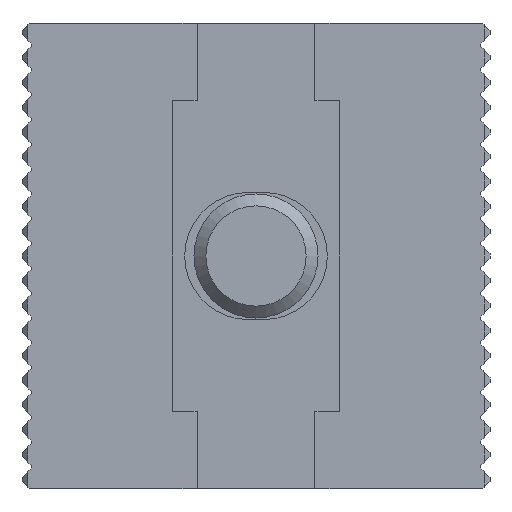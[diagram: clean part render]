
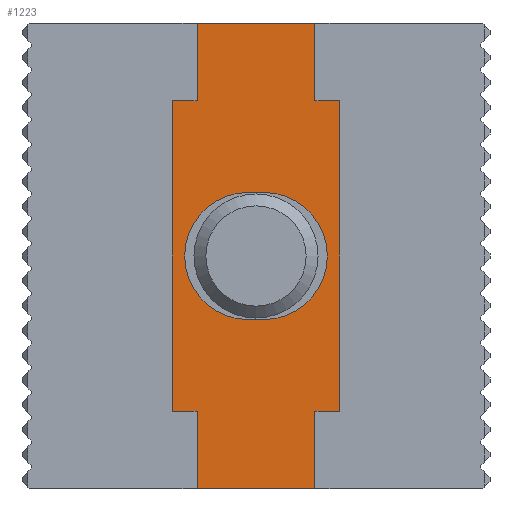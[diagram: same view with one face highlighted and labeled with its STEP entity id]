
A CAD part, front view. The second image highlights one B-rep face of the part: STEP entity #1223.
In plain terms, the highlighted planar face has unit normal (0, -1, 0).
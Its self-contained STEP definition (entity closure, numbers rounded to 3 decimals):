
#1223 = ADVANCED_FACE( '', ( #3208, #3209 ), #3210, .F. );
#3208 = FACE_BOUND( '', #6000, .T. );
#3209 = FACE_OUTER_BOUND( '', #6001, .T. );
#3210 = PLANE( '', #6002 );
#6000 = EDGE_LOOP( '', ( #9383, #9384, #9385, #9386 ) );
#6001 = EDGE_LOOP( '', ( #9387, #9388, #9389, #9390, #9391, #9392, #9393, #9394, #9395, #9396, #9397, #9398 ) );
#6002 = AXIS2_PLACEMENT_3D( '', #9399, #9400, #9401 );
#9383 = ORIENTED_EDGE( '', *, *, #18078, .T. );
#9384 = ORIENTED_EDGE( '', *, *, #18079, .T. );
#9385 = ORIENTED_EDGE( '', *, *, #18080, .T. );
#9386 = ORIENTED_EDGE( '', *, *, #18081, .T. );
#9387 = ORIENTED_EDGE( '', *, *, #18082, .T. );
#9388 = ORIENTED_EDGE( '', *, *, #18083, .F. );
#9389 = ORIENTED_EDGE( '', *, *, #18084, .T. );
#9390 = ORIENTED_EDGE( '', *, *, #18085, .T. );
#9391 = ORIENTED_EDGE( '', *, *, #18086, .T. );
#9392 = ORIENTED_EDGE( '', *, *, #18087, .F. );
#9393 = ORIENTED_EDGE( '', *, *, #18088, .F. );
#9394 = ORIENTED_EDGE( '', *, *, #18089, .F. );
#9395 = ORIENTED_EDGE( '', *, *, #18090, .F. );
#9396 = ORIENTED_EDGE( '', *, *, #18091, .T. );
#9397 = ORIENTED_EDGE( '', *, *, #18092, .F. );
#9398 = ORIENTED_EDGE( '', *, *, #18093, .T. );
#9399 = CARTESIAN_POINT( '', ( -7.132, 0., 15. ) );
#9400 = DIRECTION( '', ( 0., 1., 0. ) );
#9401 = DIRECTION( '', ( 0., 0., 1. ) );
#18078 = EDGE_CURVE( '', #22111, #22112, #22113, .T. );
#18079 = EDGE_CURVE( '', #22112, #22114, #22115, .T. );
#18080 = EDGE_CURVE( '', #22114, #22116, #22117, .T. );
#18081 = EDGE_CURVE( '', #22116, #22111, #22118, .T. );
#18082 = EDGE_CURVE( '', #22119, #22120, #22121, .T. );
#18083 = EDGE_CURVE( '', #22122, #22120, #22123, .T. );
#18084 = EDGE_CURVE( '', #22122, #22124, #22125, .T. );
#18085 = EDGE_CURVE( '', #22124, #22126, #22127, .T. );
#18086 = EDGE_CURVE( '', #22126, #22128, #22129, .T. );
#18087 = EDGE_CURVE( '', #22130, #22128, #22131, .T. );
#18088 = EDGE_CURVE( '', #22132, #22130, #22133, .T. );
#18089 = EDGE_CURVE( '', #22134, #22132, #22135, .T. );
#18090 = EDGE_CURVE( '', #22136, #22134, #22137, .T. );
#18091 = EDGE_CURVE( '', #22136, #22138, #22139, .T. );
#18092 = EDGE_CURVE( '', #22140, #22138, #22141, .T. );
#18093 = EDGE_CURVE( '', #22140, #22119, #22142, .T. );
#22111 = VERTEX_POINT( '', #27922 );
#22112 = VERTEX_POINT( '', #27923 );
#22113 = LINE( '', #27924, #27925 );
#22114 = VERTEX_POINT( '', #27926 );
#22115 = CIRCLE( '', #27927, 4.1 );
#22116 = VERTEX_POINT( '', #27928 );
#22117 = LINE( '', #27929, #27930 );
#22118 = CIRCLE( '', #27931, 4.1 );
#22119 = VERTEX_POINT( '', #27932 );
#22120 = VERTEX_POINT( '', #27933 );
#22121 = LINE( '', #27934, #27935 );
#22122 = VERTEX_POINT( '', #27936 );
#22123 = LINE( '', #27937, #27938 );
#22124 = VERTEX_POINT( '', #27939 );
#22125 = LINE( '', #27940, #27941 );
#22126 = VERTEX_POINT( '', #27942 );
#22127 = LINE( '', #27943, #27944 );
#22128 = VERTEX_POINT( '', #27945 );
#22129 = LINE( '', #27946, #27947 );
#22130 = VERTEX_POINT( '', #27948 );
#22131 = LINE( '', #27949, #27950 );
#22132 = VERTEX_POINT( '', #27951 );
#22133 = LINE( '', #27952, #27953 );
#22134 = VERTEX_POINT( '', #27954 );
#22135 = LINE( '', #27955, #27956 );
#22136 = VERTEX_POINT( '', #27957 );
#22137 = LINE( '', #27958, #27959 );
#22138 = VERTEX_POINT( '', #27960 );
#22139 = LINE( '', #27961, #27962 );
#22140 = VERTEX_POINT( '', #27963 );
#22141 = LINE( '', #27964, #27965 );
#22142 = LINE( '', #27966, #27967 );
#27922 = CARTESIAN_POINT( '', ( 0.5, 0., -4.1 ) );
#27923 = CARTESIAN_POINT( '', ( -0.5, 0., -4.1 ) );
#27924 = CARTESIAN_POINT( '', ( 0.5, 0., -4.1 ) );
#27925 = VECTOR( '', #34864, 1000. );
#27926 = CARTESIAN_POINT( '', ( -0.5, 0., 4.1 ) );
#27927 = AXIS2_PLACEMENT_3D( '', #34865, #34866, #34867 );
#27928 = CARTESIAN_POINT( '', ( 0.5, 0., 4.1 ) );
#27929 = CARTESIAN_POINT( '', ( -0.5, 0., 4.1 ) );
#27930 = VECTOR( '', #34868, 1000. );
#27931 = AXIS2_PLACEMENT_3D( '', #34869, #34870, #34871 );
#27932 = CARTESIAN_POINT( '', ( -7.132, 0., -10. ) );
#27933 = CARTESIAN_POINT( '', ( -5.323, 0., -10. ) );
#27934 = CARTESIAN_POINT( '', ( -11.5, 0., -10. ) );
#27935 = VECTOR( '', #34872, 1000. );
#27936 = CARTESIAN_POINT( '', ( -5.323, 0., -15. ) );
#27937 = CARTESIAN_POINT( '', ( -5.323, 0., -15. ) );
#27938 = VECTOR( '', #34873, 1000. );
#27939 = CARTESIAN_POINT( '', ( 5.323, 0., -15. ) );
#27940 = CARTESIAN_POINT( '', ( -7.132, 0., -15. ) );
#27941 = VECTOR( '', #34874, 1000. );
#27942 = CARTESIAN_POINT( '', ( 5.323, 0., -10. ) );
#27943 = CARTESIAN_POINT( '', ( 5.323, 0., -15. ) );
#27944 = VECTOR( '', #34875, 1000. );
#27945 = CARTESIAN_POINT( '', ( 7.132, 0., -10. ) );
#27946 = CARTESIAN_POINT( '', ( 5.323, 0., -10. ) );
#27947 = VECTOR( '', #34876, 1000. );
#27948 = CARTESIAN_POINT( '', ( 7.132, 0., 10. ) );
#27949 = CARTESIAN_POINT( '', ( 7.132, 0., 15. ) );
#27950 = VECTOR( '', #34877, 1000. );
#27951 = CARTESIAN_POINT( '', ( 5.323, 0., 10. ) );
#27952 = CARTESIAN_POINT( '', ( 5.323, 0., 10. ) );
#27953 = VECTOR( '', #34878, 1000. );
#27954 = CARTESIAN_POINT( '', ( 5.323, 0., 15. ) );
#27955 = CARTESIAN_POINT( '', ( 5.323, 0., 15. ) );
#27956 = VECTOR( '', #34879, 1000. );
#27957 = CARTESIAN_POINT( '', ( -5.323, 0., 15. ) );
#27958 = CARTESIAN_POINT( '', ( -7.132, 0., 15. ) );
#27959 = VECTOR( '', #34880, 1000. );
#27960 = CARTESIAN_POINT( '', ( -5.323, 0., 10. ) );
#27961 = CARTESIAN_POINT( '', ( -5.323, 0., 15. ) );
#27962 = VECTOR( '', #34881, 1000. );
#27963 = CARTESIAN_POINT( '', ( -7.132, 0., 10. ) );
#27964 = CARTESIAN_POINT( '', ( -11.5, 0., 10. ) );
#27965 = VECTOR( '', #34882, 1000. );
#27966 = CARTESIAN_POINT( '', ( -7.132, 0., 15. ) );
#27967 = VECTOR( '', #34883, 1000. );
#34864 = DIRECTION( '', ( -1., 0., 0. ) );
#34865 = CARTESIAN_POINT( '', ( -0.5, 0., 0. ) );
#34866 = DIRECTION( '', ( 0., 1., 0. ) );
#34867 = DIRECTION( '', ( 1., 0., 0. ) );
#34868 = DIRECTION( '', ( 1., 0., 0. ) );
#34869 = CARTESIAN_POINT( '', ( 0.5, 0., 0. ) );
#34870 = DIRECTION( '', ( 0., 1., 0. ) );
#34871 = DIRECTION( '', ( 1., 0., 0. ) );
#34872 = DIRECTION( '', ( 1., 0., 0. ) );
#34873 = DIRECTION( '', ( 0., 0., 1. ) );
#34874 = DIRECTION( '', ( 1., 0., 0. ) );
#34875 = DIRECTION( '', ( 0., 0., 1. ) );
#34876 = DIRECTION( '', ( 1., 0., 0. ) );
#34877 = DIRECTION( '', ( 0., 0., -1. ) );
#34878 = DIRECTION( '', ( 1., 0., 0. ) );
#34879 = DIRECTION( '', ( 0., 0., -1. ) );
#34880 = DIRECTION( '', ( 1., 0., 0. ) );
#34881 = DIRECTION( '', ( 0., 0., -1. ) );
#34882 = DIRECTION( '', ( 1., 0., 0. ) );
#34883 = DIRECTION( '', ( 0., 0., -1. ) );
